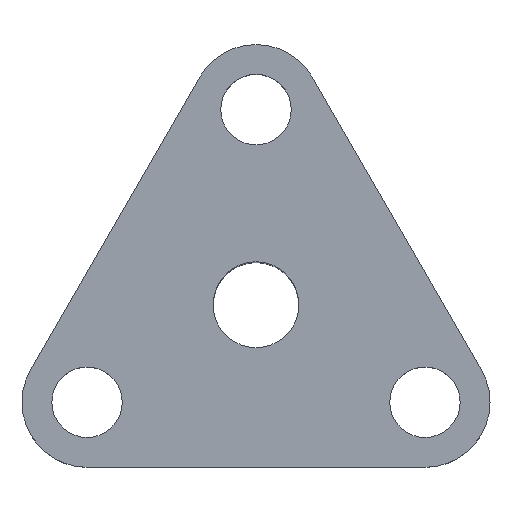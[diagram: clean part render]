
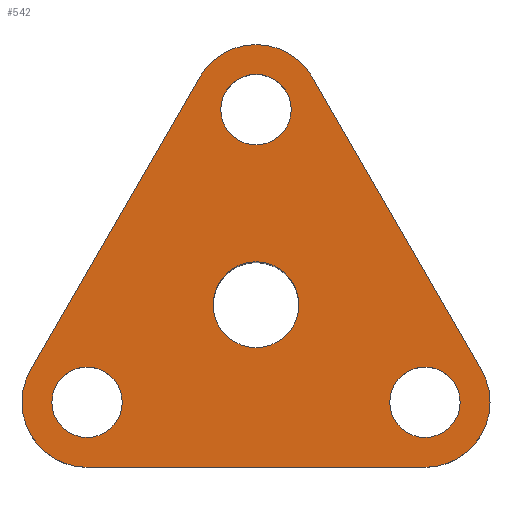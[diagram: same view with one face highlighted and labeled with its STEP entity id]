
A CAD part, top view. The second image highlights one B-rep face of the part: STEP entity #542.
In plain terms, the highlighted planar face has unit normal (0, 0, 1).
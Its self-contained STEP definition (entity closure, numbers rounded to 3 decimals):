
#19=FACE_BOUND('',#107,.T.);
#20=FACE_BOUND('',#108,.T.);
#21=FACE_BOUND('',#109,.T.);
#22=FACE_BOUND('',#110,.T.);
#48=PLANE('',#613);
#71=FACE_OUTER_BOUND('',#106,.T.);
#106=EDGE_LOOP('',(#449,#450,#451,#452,#453,#454));
#107=EDGE_LOOP('',(#455));
#108=EDGE_LOOP('',(#456));
#109=EDGE_LOOP('',(#457));
#110=EDGE_LOOP('',(#458));
#146=LINE('',#941,#174);
#147=LINE('',#945,#175);
#148=LINE('',#948,#176);
#174=VECTOR('',#772,24.747);
#175=VECTOR('',#775,24.747);
#176=VECTOR('',#778,24.747);
#222=CIRCLE('',#614,4.763);
#223=CIRCLE('',#615,4.763);
#224=CIRCLE('',#616,4.763);
#225=CIRCLE('',#617,2.578);
#226=CIRCLE('',#618,2.578);
#227=CIRCLE('',#619,3.143);
#228=CIRCLE('',#620,2.578);
#272=VERTEX_POINT('',#937);
#273=VERTEX_POINT('',#938);
#274=VERTEX_POINT('',#940);
#275=VERTEX_POINT('',#942);
#276=VERTEX_POINT('',#944);
#277=VERTEX_POINT('',#946);
#278=VERTEX_POINT('',#949);
#279=VERTEX_POINT('',#951);
#280=VERTEX_POINT('',#953);
#281=VERTEX_POINT('',#955);
#341=EDGE_CURVE('',#272,#273,#222,.T.);
#342=EDGE_CURVE('',#273,#274,#146,.T.);
#343=EDGE_CURVE('',#274,#275,#223,.T.);
#344=EDGE_CURVE('',#275,#276,#147,.T.);
#345=EDGE_CURVE('',#276,#277,#224,.T.);
#346=EDGE_CURVE('',#277,#272,#148,.T.);
#347=EDGE_CURVE('',#278,#278,#225,.T.);
#348=EDGE_CURVE('',#279,#279,#226,.T.);
#349=EDGE_CURVE('',#280,#280,#227,.T.);
#350=EDGE_CURVE('',#281,#281,#228,.T.);
#449=ORIENTED_EDGE('',*,*,#341,.T.);
#450=ORIENTED_EDGE('',*,*,#342,.T.);
#451=ORIENTED_EDGE('',*,*,#343,.T.);
#452=ORIENTED_EDGE('',*,*,#344,.T.);
#453=ORIENTED_EDGE('',*,*,#345,.T.);
#454=ORIENTED_EDGE('',*,*,#346,.T.);
#455=ORIENTED_EDGE('',*,*,#347,.F.);
#456=ORIENTED_EDGE('',*,*,#348,.F.);
#457=ORIENTED_EDGE('',*,*,#349,.T.);
#458=ORIENTED_EDGE('',*,*,#350,.F.);
#542=ADVANCED_FACE('',(#71,#19,#20,#21,#22),#48,.F.);
#613=AXIS2_PLACEMENT_3D('',#936,#768,#769);
#614=AXIS2_PLACEMENT_3D('',#939,#770,#771);
#615=AXIS2_PLACEMENT_3D('',#943,#773,#774);
#616=AXIS2_PLACEMENT_3D('',#947,#776,#777);
#617=AXIS2_PLACEMENT_3D('',#950,#779,#780);
#618=AXIS2_PLACEMENT_3D('',#952,#781,#782);
#619=AXIS2_PLACEMENT_3D('',#954,#783,#784);
#620=AXIS2_PLACEMENT_3D('',#956,#785,#786);
#768=DIRECTION('center_axis',(0.,0.,-1.));
#769=DIRECTION('ref_axis',(-1.,0.,0.));
#770=DIRECTION('center_axis',(0.,0.,1.));
#771=DIRECTION('ref_axis',(-1.,0.,0.));
#772=DIRECTION('',(-0.5,-0.866,0.));
#773=DIRECTION('center_axis',(0.,0.,1.));
#774=DIRECTION('ref_axis',(1.,0.,0.));
#775=DIRECTION('',(1.,0.,0.));
#776=DIRECTION('center_axis',(0.,0.,1.));
#777=DIRECTION('ref_axis',(-1.,0.,0.));
#778=DIRECTION('',(-0.5,0.866,0.));
#779=DIRECTION('center_axis',(0.,0.,1.));
#780=DIRECTION('ref_axis',(1.,0.,0.));
#781=DIRECTION('center_axis',(0.,0.,1.));
#782=DIRECTION('ref_axis',(1.,0.,0.));
#783=DIRECTION('center_axis',(0.,0.,-1.));
#784=DIRECTION('ref_axis',(-1.,0.,0.));
#785=DIRECTION('center_axis',(0.,0.,1.));
#786=DIRECTION('ref_axis',(1.,0.,0.));
#936=CARTESIAN_POINT('Origin',(0.,14.288,5.08));
#937=CARTESIAN_POINT('',(4.124,16.669,5.08));
#938=CARTESIAN_POINT('',(-4.124,16.669,5.08));
#939=CARTESIAN_POINT('Origin',(0.,14.288,5.08));
#940=CARTESIAN_POINT('',(-16.498,-4.763,5.08));
#941=CARTESIAN_POINT('',(-4.124,16.669,5.08));
#942=CARTESIAN_POINT('',(-12.373,-11.906,5.08));
#943=CARTESIAN_POINT('Origin',(-12.373,-7.144,5.08));
#944=CARTESIAN_POINT('',(12.373,-11.906,5.08));
#945=CARTESIAN_POINT('',(-12.373,-11.906,5.08));
#946=CARTESIAN_POINT('',(16.498,-4.763,5.08));
#947=CARTESIAN_POINT('Origin',(12.373,-7.144,5.08));
#948=CARTESIAN_POINT('',(16.498,-4.763,5.08));
#949=CARTESIAN_POINT('',(2.578,14.288,5.08));
#950=CARTESIAN_POINT('Origin',(0.,14.288,5.08));
#951=CARTESIAN_POINT('',(-9.795,-7.144,5.08));
#952=CARTESIAN_POINT('Origin',(-12.373,-7.144,5.08));
#953=CARTESIAN_POINT('',(-3.143,0.,5.08));
#954=CARTESIAN_POINT('Origin',(0.,0.,5.08));
#955=CARTESIAN_POINT('',(14.951,-7.144,5.08));
#956=CARTESIAN_POINT('Origin',(12.373,-7.144,5.08));
